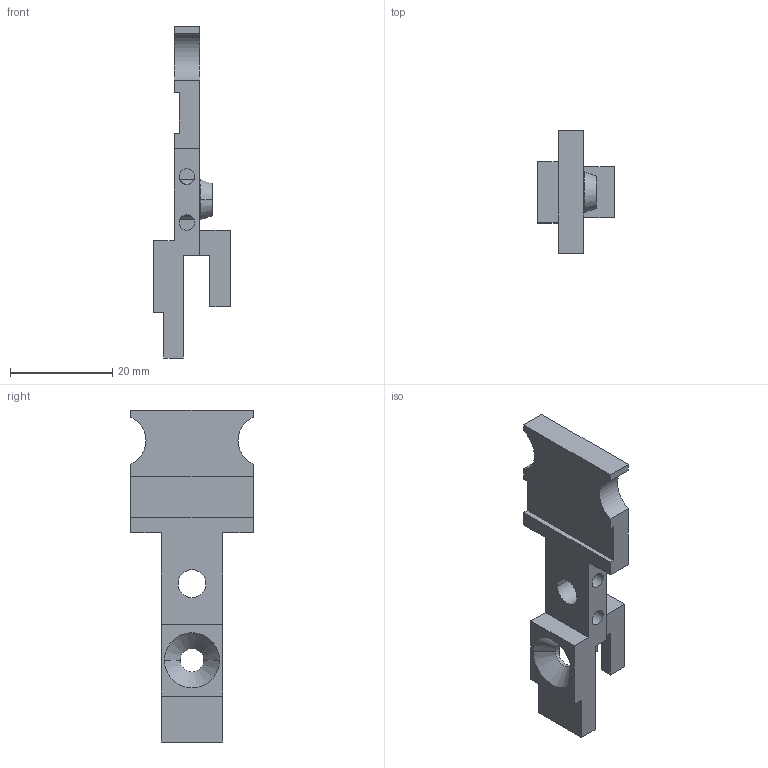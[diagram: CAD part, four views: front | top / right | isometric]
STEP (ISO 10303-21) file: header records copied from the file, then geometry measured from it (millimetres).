
FILE_DESCRIPTION(('Creo Elements/Direct Modeling STEP Export'),'2;1');
FILE_NAME('model.stp','2017-09-20T22:35:29',(''),(''),'Creo Elements/Direct Modeling STEP processor for AP214 (Solid Model)','Creo Elements/Direct Modeling 18.1I 14-Aug-2016 (C) Parametric Technology GmbH','');
FILE_SCHEMA(('AUTOMOTIVE_DESIGN { 1 0 10303 214 1 1 1 1 }'));
Length unit declared in the file: millimetre
Products named in the file (2): CF_1000_10_LOC10-select
Assembly tree (1 placements, depth 2):
  CF_1000_10_LOC10-select
    CF_1000_10_LOC10-select
Bounding box: 15 x 24 x 65 mm (x, y, z)
Volume: 4925.7 mm3; surface area: 3947.3 mm2
Topology: 1 solids, 1 shells, 66 faces, 172 edges, 113 vertices
Faces by surface type: plane 40, cylinder 22, cone 4
Entity records: 2599 total; most frequent: CARTESIAN_POINT 430, ORIENTED_EDGE 344, DIRECTION 311, EDGE_CURVE 172, VECTOR 123, LINE 123, VERTEX_POINT 113, AXIS2_PLACEMENT_3D 94
